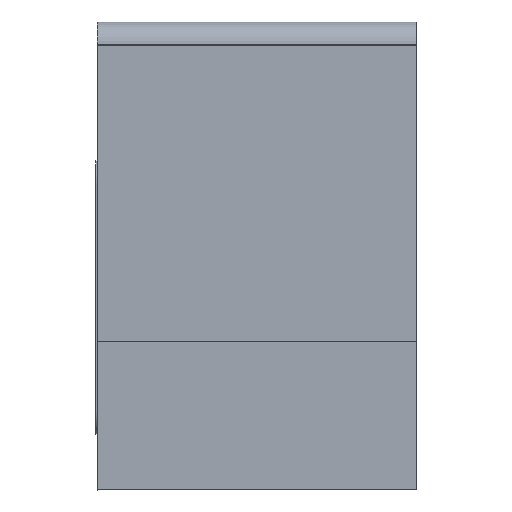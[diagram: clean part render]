
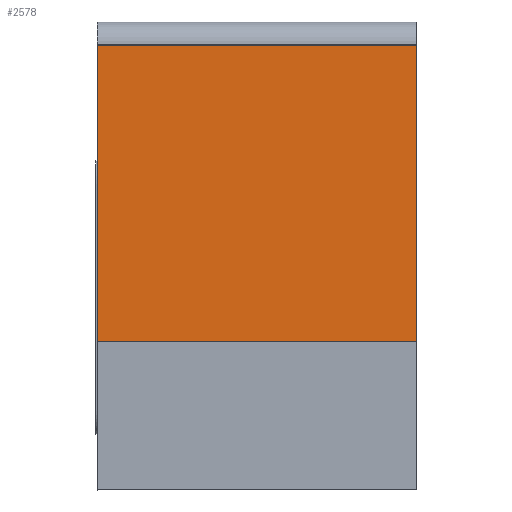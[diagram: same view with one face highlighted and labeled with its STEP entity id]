
A CAD part, top view. The second image highlights one B-rep face of the part: STEP entity #2578.
In plain terms, the highlighted planar face has unit normal (0, 0, 1).
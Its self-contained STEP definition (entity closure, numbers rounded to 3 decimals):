
#2578=ADVANCED_FACE('',(#6894),#6895,.T.);
#3552=EDGE_CURVE('',#8356,#8359,#8360,.T.);
#3722=EDGE_CURVE('',#8582,#8579,#8583,.F.);
#3896=EDGE_CURVE('',#8579,#8359,#8819,.F.);
#3978=EDGE_CURVE('',#8582,#8356,#8922,.F.);
#6894=FACE_OUTER_BOUND('',#12716,.T.);
#6895=PLANE('',#12717);
#8356=VERTEX_POINT('',#14917);
#8359=VERTEX_POINT('',#14921);
#8360=LINE('',#14922,#14923);
#8579=VERTEX_POINT('',#15308);
#8582=VERTEX_POINT('',#15313);
#8583=LINE('',#15314,#15315);
#8819=LINE('',#15715,#15716);
#8922=LINE('',#15900,#15901);
#12716=EDGE_LOOP('',(#22805,#22806,#22807,#22808));
#12717=AXIS2_PLACEMENT_3D('',#22809,#22810,#22811);
#14917=CARTESIAN_POINT('',(6.9,9.6,8.1));
#14921=CARTESIAN_POINT('',(6.9,3.2,8.1));
#14922=CARTESIAN_POINT('',(6.9,9.6,8.1));
#14923=VECTOR('',#26592,1.0);
#15308=CARTESIAN_POINT('',(0.,3.2,8.1));
#15313=CARTESIAN_POINT('',(0.,9.6,8.1));
#15314=CARTESIAN_POINT('',(0.,10.056,8.1));
#15315=VECTOR('',#26679,1.0);
#15715=CARTESIAN_POINT('',(-0.086,3.2,8.1));
#15716=VECTOR('',#26784,1.0);
#15900=CARTESIAN_POINT('',(3.536,9.6,8.1));
#15901=VECTOR('',#26825,1.0);
#22805=ORIENTED_EDGE('',*,*,#3896,.T.);
#22806=ORIENTED_EDGE('',*,*,#3552,.F.);
#22807=ORIENTED_EDGE('',*,*,#3978,.F.);
#22808=ORIENTED_EDGE('',*,*,#3722,.T.);
#22809=CARTESIAN_POINT('',(-0.086,9.76,8.1));
#22810=DIRECTION('',(0.0,0.,1.0));
#22811=DIRECTION('',(0.0,-1.0,0.));
#26592=DIRECTION('',(0.0,-1.0,0.));
#26679=DIRECTION('',(0.0,1.0,0.));
#26784=DIRECTION('',(-1.0,0.0,0.0));
#26825=DIRECTION('',(-1.0,0.0,0.0));
